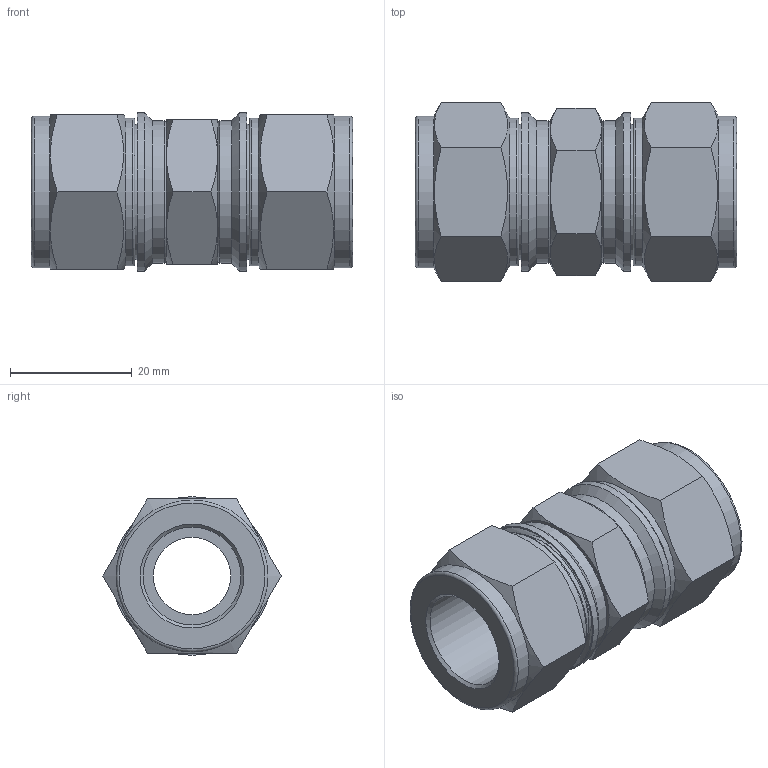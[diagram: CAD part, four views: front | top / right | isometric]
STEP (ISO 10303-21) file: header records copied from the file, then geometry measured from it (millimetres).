
FILE_DESCRIPTION(/* description */ (''),/* implementation_level */ '2;1');
FILE_NAME(/* name */ 'SUI-10.stp',/* time_stamp */ '2022-07-08T13:35:27+09:00',/* author */ ('user'),/* organization */ (''),/* preprocessor_version */ 'ST-DEVELOPER v18.1',/* originating_system */ 'Autodesk Inventor 2022',/* authorisation */ '');
FILE_SCHEMA (('AUTOMOTIVE_DESIGN { 1 0 10303 214 3 1 1 }'));
Length unit declared in the file: millimetre
Products named in the file (1): SU-10
Bounding box: 52.85 x 29.33 x 26.1 mm (x, y, z)
Volume: 16195.4 mm3; surface area: 9853.9 mm2
Topology: 1 solids, 1 shells, 79 faces, 165 edges, 98 vertices
Faces by surface type: plane 30, cone 28, cylinder 17, torus 4
Full cylindrical faces by diameter (mm): 12.7 x1, 16.1 x2, 20.4 x2, 20.8 x2, 22.22 x2, 23.5 x2, 24.3 x2, 25 x2, 26.1 x2
Entity records: 2074 total; most frequent: CARTESIAN_POINT 439, DIRECTION 343, ORIENTED_EDGE 330, EDGE_CURVE 165, AXIS2_PLACEMENT_3D 146, VERTEX_POINT 98, EDGE_LOOP 91, FACE_OUTER_BOUND 79
